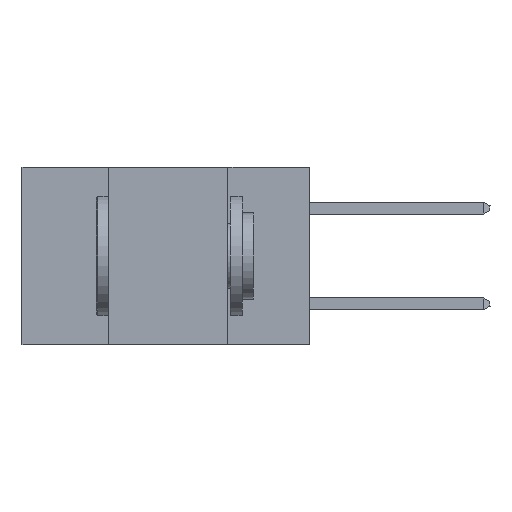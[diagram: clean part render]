
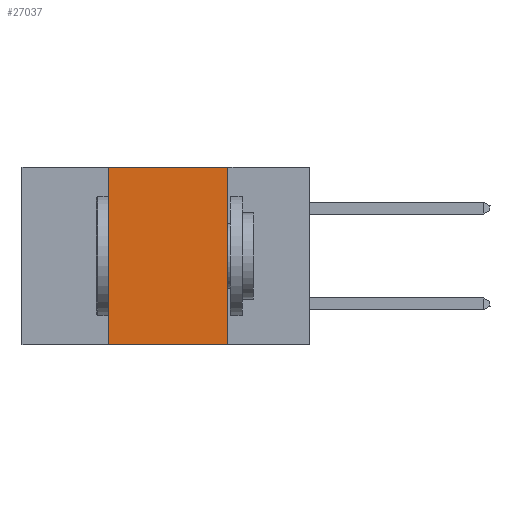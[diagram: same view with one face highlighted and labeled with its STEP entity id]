
A CAD part, left-side view. The second image highlights one B-rep face of the part: STEP entity #27037.
In plain terms, the highlighted planar face has unit normal (-1, 0, 0).
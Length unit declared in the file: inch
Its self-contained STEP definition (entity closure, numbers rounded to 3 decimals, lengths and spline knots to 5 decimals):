
#2118 = PLANE ( 'NONE',  #11483 ) ;
#2420 = ORIENTED_EDGE ( 'NONE', *, *, #26091, .T. ) ;
#2489 = ORIENTED_EDGE ( 'NONE', *, *, #20891, .F. ) ;
#4590 = VERTEX_POINT ( 'NONE', #21986 ) ;
#7250 = DIRECTION ( 'NONE',  ( 0., 0., -1. ) ) ;
#8152 = EDGE_CURVE ( 'NONE', #20185, #28327, #9188, .T. ) ;
#8619 = CARTESIAN_POINT ( 'NONE',  ( 0., 0.17, -0.37 ) ) ;
#9188 = LINE ( 'NONE', #21397, #20119 ) ;
#10077 = CARTESIAN_POINT ( 'NONE',  ( 0., 0.17, 0. ) ) ;
#10991 = CARTESIAN_POINT ( 'NONE',  ( 0., 0.6, 0. ) ) ;
#11483 = AXIS2_PLACEMENT_3D ( 'NONE', #10991, #25375, #16830 ) ;
#12980 = VECTOR ( 'NONE', #25845, 39.37008 ) ;
#14819 = CARTESIAN_POINT ( 'NONE',  ( 0., 0.42, -0.37 ) ) ;
#16830 = DIRECTION ( 'NONE',  ( 0., 0., -1. ) ) ;
#19815 = LINE ( 'NONE', #31846, #12980 ) ;
#20119 = VECTOR ( 'NONE', #7250, 39.37008 ) ;
#20185 = VERTEX_POINT ( 'NONE', #10077 ) ;
#20891 = EDGE_CURVE ( 'NONE', #4590, #20185, #28158, .T. ) ;
#21397 = CARTESIAN_POINT ( 'NONE',  ( 0., 0.17, 0. ) ) ;
#21986 = CARTESIAN_POINT ( 'NONE',  ( 0., 0.42, 0. ) ) ;
#22110 = CARTESIAN_POINT ( 'NONE',  ( 0., 0.6, 0. ) ) ;
#22193 = VECTOR ( 'NONE', #30538, 39.37008 ) ;
#23010 = EDGE_CURVE ( 'NONE', #23543, #4590, #19815, .T. ) ;
#23543 = VERTEX_POINT ( 'NONE', #14819 ) ;
#25050 = EDGE_LOOP ( 'NONE', ( #26598, #2489, #35054, #2420 ) ) ;
#25375 = DIRECTION ( 'NONE',  ( 1., 0., 0. ) ) ;
#25845 = DIRECTION ( 'NONE',  ( 0., 0., 1. ) ) ;
#26091 = EDGE_CURVE ( 'NONE', #23543, #28327, #36021, .T. ) ;
#26598 = ORIENTED_EDGE ( 'NONE', *, *, #8152, .F. ) ;
#27037 = ADVANCED_FACE ( 'NONE', ( #33677 ), #2118, .F. ) ;
#28158 = LINE ( 'NONE', #22110, #22193 ) ;
#28327 = VERTEX_POINT ( 'NONE', #8619 ) ;
#30538 = DIRECTION ( 'NONE',  ( 0., -1., 0. ) ) ;
#30629 = CARTESIAN_POINT ( 'NONE',  ( 0., 0.6, -0.37 ) ) ;
#30768 = DIRECTION ( 'NONE',  ( 0., -1., 0. ) ) ;
#31846 = CARTESIAN_POINT ( 'NONE',  ( 0., 0.42, 0. ) ) ;
#33677 = FACE_OUTER_BOUND ( 'NONE', #25050, .T. ) ;
#34222 = VECTOR ( 'NONE', #30768, 39.37008 ) ;
#35054 = ORIENTED_EDGE ( 'NONE', *, *, #23010, .F. ) ;
#36021 = LINE ( 'NONE', #30629, #34222 ) ;
